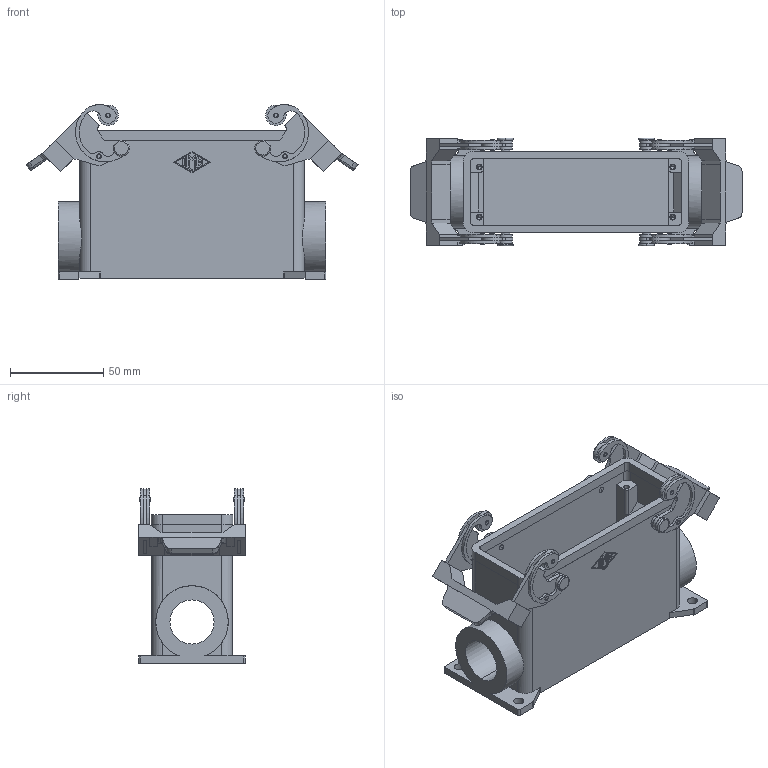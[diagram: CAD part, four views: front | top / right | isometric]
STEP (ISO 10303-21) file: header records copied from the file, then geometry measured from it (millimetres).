
FILE_DESCRIPTION(('Creo Elements/Direct Modeling STEP Export'),'2;1');
FILE_NAME('CHPT_24_5_2.stp','2013-01-14T10:52:35',(''),(''),'Creo Elements/Direct Modeling STEP processor for AP214 (Solid Model)','Creo Elements/Direct Modeling 18.0B 02-Dec-2011 (C) Parametric Technology GmbH','');
FILE_SCHEMA(('AUTOMOTIVE_DESIGN { 1 0 10303 214 1 1 1 1 }'));
Length unit declared in the file: millimetre
Products named in the file (1): CAP_24.229
Bounding box: 178.49 x 58 x 93.94 mm (x, y, z)
Volume: 50.1 mm3; surface area: 81612 mm2
Topology: 6 solids, 8 shells, 658 faces, 1773 edges, 1175 vertices
Faces by surface type: plane 326, cylinder 256, torus 44, bspline 16, cone 16
Full cylindrical faces by diameter (mm): 2 x3
Entity records: 22162 total; most frequent: CARTESIAN_POINT 5584, ORIENTED_EDGE 3522, DIRECTION 3487, EDGE_CURVE 1761, AXIS2_PLACEMENT_3D 1292, VERTEX_POINT 1181, VECTOR 903, LINE 903
